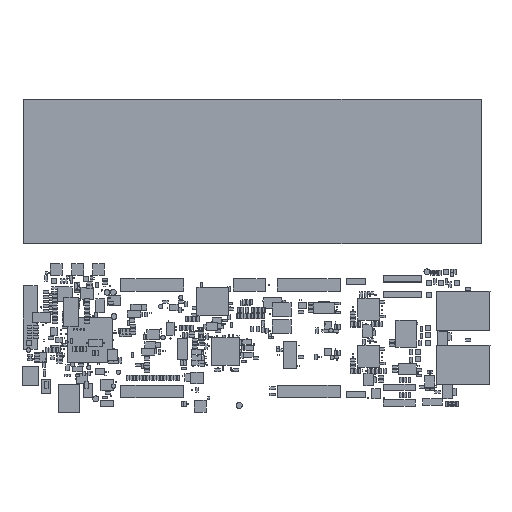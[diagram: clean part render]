
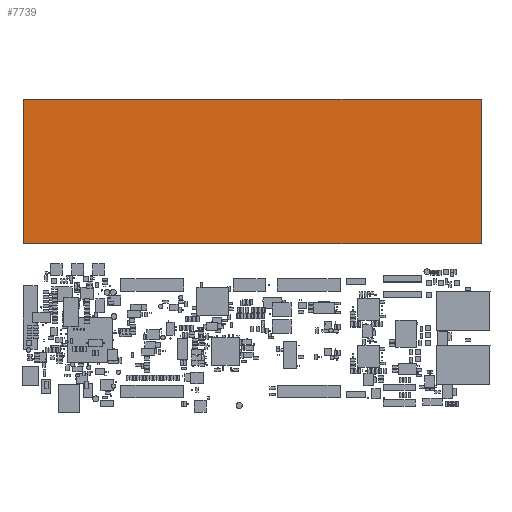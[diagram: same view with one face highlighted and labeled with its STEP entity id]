
A CAD part, top view. The second image highlights one B-rep face of the part: STEP entity #7739.
In plain terms, the highlighted planar face has unit normal (0, 0, 1).
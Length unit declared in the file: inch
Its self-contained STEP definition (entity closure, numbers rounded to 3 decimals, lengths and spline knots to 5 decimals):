
#4675=FACE_OUTER_BOUND($,#5077,.F.);
#5077=EDGE_LOOP($,(#8141,#8142,#8143,#8144));
#5479=AXIS2_PLACEMENT_3D($,#16763,#14198,$);
#7343=PLANE($,#5479);
#7739=ADVANCED_FACE($,(#4675),#7343,.T.);
#8141=ORIENTED_EDGE($,*,*,#9737,.T.);
#8142=ORIENTED_EDGE($,*,*,#9738,.T.);
#8143=ORIENTED_EDGE($,*,*,#9739,.T.);
#8144=ORIENTED_EDGE($,*,*,#9740,.T.);
#9737=EDGE_CURVE($,#12311,#12312,#11457,.T.);
#9738=EDGE_CURVE($,#12312,#12313,#11458,.T.);
#9739=EDGE_CURVE($,#12313,#12314,#11459,.T.);
#9740=EDGE_CURVE($,#12314,#12311,#11460,.T.);
#10603=VECTOR($,#14201,2.3);
#10604=VECTOR($,#14202,7.3063);
#10605=VECTOR($,#14203,2.3);
#10606=VECTOR($,#14204,7.3063);
#11457=LINE($,#16762,#10603);
#11458=LINE($,#16763,#10604);
#11459=LINE($,#16764,#10605);
#11460=LINE($,#16765,#10606);
#12311=VERTEX_POINT($,#16762);
#12312=VERTEX_POINT($,#16763);
#12313=VERTEX_POINT($,#16764);
#12314=VERTEX_POINT($,#16765);
#14198=DIRECTION($,(0.,0.,1.));
#14201=DIRECTION($,(0.,-1.,0.));
#14202=DIRECTION($,(-1.,0.,0.));
#14203=DIRECTION($,(0.,1.,0.));
#14204=DIRECTION($,(1.,0.,0.));
#16762=CARTESIAN_POINT('',(7.3063,4.96,0.));
#16763=CARTESIAN_POINT('',(7.3063,2.66,0.));
#16764=CARTESIAN_POINT('',(0.,2.66,0.));
#16765=CARTESIAN_POINT('',(0.,4.96,0.));
